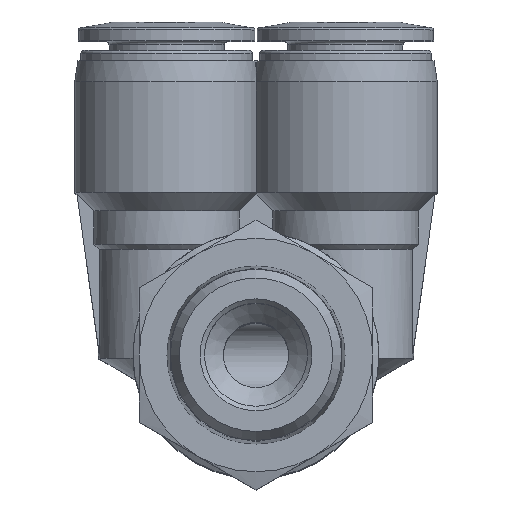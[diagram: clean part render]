
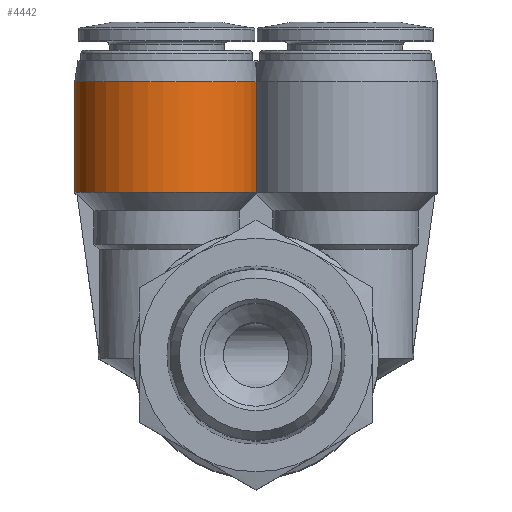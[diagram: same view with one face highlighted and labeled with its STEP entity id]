
A CAD part, top view. The second image highlights one B-rep face of the part: STEP entity #4442.
In plain terms, the highlighted cylindrical face has radius 8.75 mm (diameter 17.5 mm), a partial arc.
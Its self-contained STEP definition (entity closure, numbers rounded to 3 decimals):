
#131=LINE('',#6614,#197);
#132=LINE('',#6619,#198);
#197=VECTOR('',#5248,1000.);
#198=VECTOR('',#5251,1000.);
#627=ORIENTED_EDGE('',*,*,#1423,.F.);
#628=ORIENTED_EDGE('',*,*,#1424,.T.);
#629=ORIENTED_EDGE('',*,*,#1425,.F.);
#630=ORIENTED_EDGE('',*,*,#1426,.F.);
#1423=EDGE_CURVE('',#1808,#1809,#131,.T.);
#1424=EDGE_CURVE('',#1808,#1810,#2007,.T.);
#1425=EDGE_CURVE('',#1811,#1810,#132,.F.);
#1426=EDGE_CURVE('',#1809,#1811,#2008,.T.);
#1808=VERTEX_POINT('',#6615);
#1809=VERTEX_POINT('',#6616);
#1810=VERTEX_POINT('',#6618);
#1811=VERTEX_POINT('',#6620);
#2007=CIRCLE('',#4716,8.75);
#2008=CIRCLE('',#4717,8.75);
#2204=EDGE_LOOP('',(#627,#628,#629,#630));
#2536=FACE_BOUND('',#2204,.T.);
#2837=CYLINDRICAL_SURFACE('',#4715,8.75);
#4442=ADVANCED_FACE('',(#2536),#2837,.T.);
#4715=AXIS2_PLACEMENT_3D('',#6613,#5246,#5247);
#4716=AXIS2_PLACEMENT_3D('',#6617,#5249,#5250);
#4717=AXIS2_PLACEMENT_3D('',#6621,#5252,#5253);
#5246=DIRECTION('',(0.,-1.,0.));
#5247=DIRECTION('',(0.,0.,-1.));
#5248=DIRECTION('',(0.,-1.,0.));
#5249=DIRECTION('',(0.,-1.,0.));
#5250=DIRECTION('',(0.,0.,-1.));
#5251=DIRECTION('',(0.,-1.,0.));
#5252=DIRECTION('',(0.,-1.,0.));
#5253=DIRECTION('',(0.,0.,-1.));
#6613=CARTESIAN_POINT('',(-8.5,-4.041,-17.2));
#6614=CARTESIAN_POINT('',(0.,20.75,-15.123));
#6615=CARTESIAN_POINT('',(0.,26.,-15.123));
#6616=CARTESIAN_POINT('',(0.,15.5,-15.123));
#6617=CARTESIAN_POINT('',(-8.5,26.,-17.2));
#6618=CARTESIAN_POINT('',(0.,26.,-19.277));
#6619=CARTESIAN_POINT('',(0.,20.75,-19.277));
#6620=CARTESIAN_POINT('',(0.,15.5,-19.277));
#6621=CARTESIAN_POINT('',(-8.5,15.5,-17.2));
